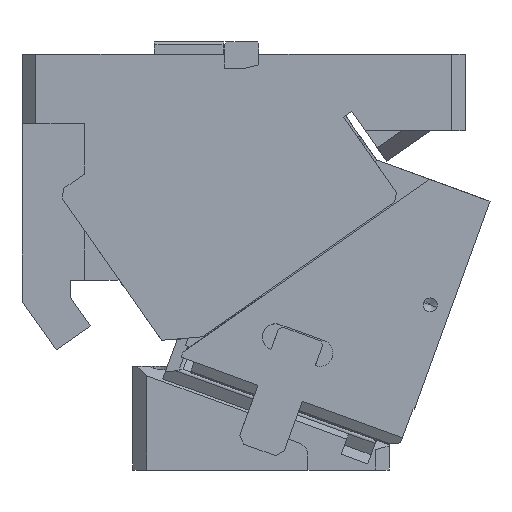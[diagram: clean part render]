
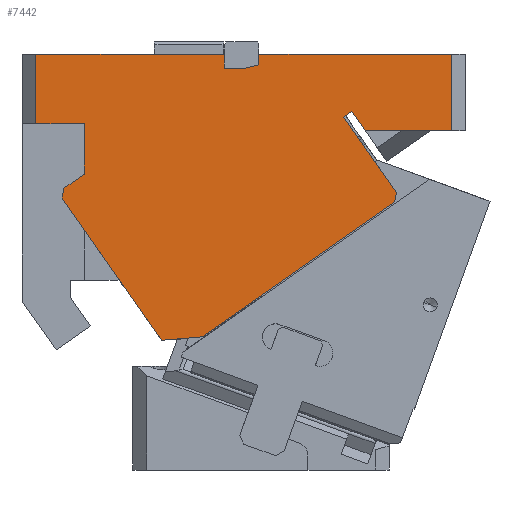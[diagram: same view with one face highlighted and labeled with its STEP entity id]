
A CAD part, front view. The second image highlights one B-rep face of the part: STEP entity #7442.
In plain terms, the highlighted planar face has unit normal (0, -1, 0).
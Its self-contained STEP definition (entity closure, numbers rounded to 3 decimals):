
#524=CARTESIAN_POINT('Vertex',(-310.,-110.,190.)) ;
#527=CARTESIAN_POINT('Line Origine',(-242.,-110.,190.)) ;
#531=CARTESIAN_POINT('Vertex',(-174.,-110.,190.)) ;
#809=CARTESIAN_POINT('Vertex',(-310.,-110.,140.)) ;
#812=CARTESIAN_POINT('Line Origine',(-310.,-110.,165.)) ;
#833=CARTESIAN_POINT('Vertex',(-275.,-110.,140.)) ;
#838=CARTESIAN_POINT('Line Origine',(-292.5,-110.,140.)) ;
#967=CARTESIAN_POINT('Vertex',(-275.,-110.,103.642)) ;
#970=CARTESIAN_POINT('Line Origine',(-275.,-110.,121.821)) ;
#2195=CARTESIAN_POINT('Vertex',(-72.255,-110.,135.)) ;
#2198=CARTESIAN_POINT('Line Origine',(-77.088,-110.,141.903)) ;
#2202=CARTESIAN_POINT('Vertex',(-81.922,-110.,148.805)) ;
#4031=CARTESIAN_POINT('Vertex',(-289.773,-110.,93.298)) ;
#4045=CARTESIAN_POINT('Vertex',(-291.001,-110.,86.334)) ;
#4048=CARTESIAN_POINT('Line Origine',(-290.387,-110.,89.816)) ;
#4071=CARTESIAN_POINT('Vertex',(-10.,-110.,135.)) ;
#4085=CARTESIAN_POINT('Vertex',(-10.,-110.,190.)) ;
#4088=CARTESIAN_POINT('Line Origine',(-10.,-110.,162.5)) ;
#4111=CARTESIAN_POINT('Vertex',(-50.966,-110.,83.5)) ;
#4114=CARTESIAN_POINT('Line Origine',(-120.463,-110.,34.838)) ;
#4118=CARTESIAN_POINT('Vertex',(-189.959,-110.,-13.824)) ;
#5853=CARTESIAN_POINT('Vertex',(-49.738,-110.,90.464)) ;
#5856=CARTESIAN_POINT('Line Origine',(-49.799,-110.,90.116)) ;
#5860=CARTESIAN_POINT('Vertex',(-49.861,-110.,89.768)) ;
#5863=CARTESIAN_POINT('Line Origine',(-50.413,-110.,86.634)) ;
#5886=CARTESIAN_POINT('Vertex',(-87.737,-110.,144.733)) ;
#5889=CARTESIAN_POINT('Line Origine',(-68.738,-110.,117.598)) ;
#5918=CARTESIAN_POINT('Vertex',(-158.53,-110.,180.)) ;
#5921=CARTESIAN_POINT('Line Origine',(-153.765,-110.,181.277)) ;
#5925=CARTESIAN_POINT('Vertex',(-149.,-110.,182.554)) ;
#5945=CARTESIAN_POINT('Line Origine',(-204.522,-110.,-15.098)) ;
#5949=CARTESIAN_POINT('Vertex',(-219.086,-110.,-16.372)) ;
#6746=CARTESIAN_POINT('Vertex',(-174.,-110.,180.)) ;
#6749=CARTESIAN_POINT('Line Origine',(-166.265,-110.,180.)) ;
#6774=CARTESIAN_POINT('Line Origine',(-149.,-110.,186.277)) ;
#6778=CARTESIAN_POINT('Vertex',(-149.,-110.,190.)) ;
#6845=CARTESIAN_POINT('Line Origine',(-84.83,-110.,146.769)) ;
#6998=CARTESIAN_POINT('Line Origine',(-41.127,-110.,135.)) ;
#7042=CARTESIAN_POINT('Line Origine',(-79.5,-110.,190.)) ;
#7205=CARTESIAN_POINT('Line Origine',(-255.043,-110.,34.981)) ;
#7267=CARTESIAN_POINT('Line Origine',(-282.387,-110.,98.47)) ;
#7402=CARTESIAN_POINT('Line Origine',(-174.,-110.,185.)) ;
#7414=CARTESIAN_POINT('Axis2P3D Location',(-94.54,-110.,17.587)) ;
#528=DIRECTION('Vector Direction',(-1.,0.,0.)) ;
#813=DIRECTION('Vector Direction',(0.,0.,-1.)) ;
#839=DIRECTION('Vector Direction',(-1.,0.,0.)) ;
#971=DIRECTION('Vector Direction',(0.,0.,-1.)) ;
#2199=DIRECTION('Vector Direction',(0.574,0.,-0.819)) ;
#4049=DIRECTION('Vector Direction',(-0.174,0.,-0.985)) ;
#4089=DIRECTION('Vector Direction',(0.,0.,1.)) ;
#4115=DIRECTION('Vector Direction',(0.819,0.,0.574)) ;
#5857=DIRECTION('Vector Direction',(-0.174,0.,-0.985)) ;
#5864=DIRECTION('Vector Direction',(0.174,0.,0.985)) ;
#5890=DIRECTION('Vector Direction',(0.574,0.,-0.819)) ;
#5922=DIRECTION('Vector Direction',(0.966,0.,0.259)) ;
#5946=DIRECTION('Vector Direction',(-0.996,0.,-0.087)) ;
#6750=DIRECTION('Vector Direction',(-1.,0.,0.)) ;
#6775=DIRECTION('Vector Direction',(0.,0.,-1.)) ;
#6846=DIRECTION('Vector Direction',(-0.819,0.,-0.574)) ;
#6999=DIRECTION('Vector Direction',(1.,0.,0.)) ;
#7043=DIRECTION('Vector Direction',(-1.,0.,0.)) ;
#7206=DIRECTION('Vector Direction',(-0.574,0.,0.819)) ;
#7268=DIRECTION('Vector Direction',(-0.819,0.,-0.574)) ;
#7403=DIRECTION('Vector Direction',(0.,0.,-1.)) ;
#7415=DIRECTION('Axis2P3D Direction',(0.,1.,0.)) ;
#7416=DIRECTION('Axis2P3D XDirection',(0.819,0.,0.574)) ;
#7417=AXIS2_PLACEMENT_3D('Plane Axis2P3D',#7414,#7415,#7416) ;
#7420=ORIENTED_EDGE('',*,*,#4120,.T.) ;
#7421=ORIENTED_EDGE('',*,*,#5867,.T.) ;
#7422=ORIENTED_EDGE('',*,*,#5862,.F.) ;
#7423=ORIENTED_EDGE('',*,*,#5893,.F.) ;
#7424=ORIENTED_EDGE('',*,*,#6849,.F.) ;
#7425=ORIENTED_EDGE('',*,*,#2204,.T.) ;
#7426=ORIENTED_EDGE('',*,*,#7002,.T.) ;
#7427=ORIENTED_EDGE('',*,*,#4092,.T.) ;
#7428=ORIENTED_EDGE('',*,*,#7046,.T.) ;
#7429=ORIENTED_EDGE('',*,*,#6780,.T.) ;
#7430=ORIENTED_EDGE('',*,*,#5927,.F.) ;
#7431=ORIENTED_EDGE('',*,*,#6753,.T.) ;
#7432=ORIENTED_EDGE('',*,*,#7406,.F.) ;
#7433=ORIENTED_EDGE('',*,*,#533,.T.) ;
#7434=ORIENTED_EDGE('',*,*,#816,.T.) ;
#7435=ORIENTED_EDGE('',*,*,#842,.F.) ;
#7436=ORIENTED_EDGE('',*,*,#974,.T.) ;
#7437=ORIENTED_EDGE('',*,*,#7271,.T.) ;
#7438=ORIENTED_EDGE('',*,*,#4052,.T.) ;
#7439=ORIENTED_EDGE('',*,*,#7209,.F.) ;
#7440=ORIENTED_EDGE('',*,*,#5951,.F.) ;
#529=VECTOR('Line Direction',#528,1.) ;
#814=VECTOR('Line Direction',#813,1.) ;
#840=VECTOR('Line Direction',#839,1.) ;
#972=VECTOR('Line Direction',#971,1.) ;
#2200=VECTOR('Line Direction',#2199,1.) ;
#4050=VECTOR('Line Direction',#4049,1.) ;
#4090=VECTOR('Line Direction',#4089,1.) ;
#4116=VECTOR('Line Direction',#4115,1.) ;
#5858=VECTOR('Line Direction',#5857,1.) ;
#5865=VECTOR('Line Direction',#5864,1.) ;
#5891=VECTOR('Line Direction',#5890,1.) ;
#5923=VECTOR('Line Direction',#5922,1.) ;
#5947=VECTOR('Line Direction',#5946,1.) ;
#6751=VECTOR('Line Direction',#6750,1.) ;
#6776=VECTOR('Line Direction',#6775,1.) ;
#6847=VECTOR('Line Direction',#6846,1.) ;
#7000=VECTOR('Line Direction',#6999,1.) ;
#7044=VECTOR('Line Direction',#7043,1.) ;
#7207=VECTOR('Line Direction',#7206,1.) ;
#7269=VECTOR('Line Direction',#7268,1.) ;
#7404=VECTOR('Line Direction',#7403,1.) ;
#7442=ADVANCED_FACE('CAM HOLDER',(#7441),#7418,.F.) ;
#533=EDGE_CURVE('',#532,#525,#530,.T.) ;
#816=EDGE_CURVE('',#525,#810,#815,.T.) ;
#842=EDGE_CURVE('',#834,#810,#841,.T.) ;
#974=EDGE_CURVE('',#834,#968,#973,.T.) ;
#2204=EDGE_CURVE('',#2203,#2196,#2201,.T.) ;
#4052=EDGE_CURVE('',#4032,#4046,#4051,.T.) ;
#4092=EDGE_CURVE('',#4072,#4086,#4091,.T.) ;
#4120=EDGE_CURVE('',#4119,#4112,#4117,.T.) ;
#5862=EDGE_CURVE('',#5854,#5861,#5859,.T.) ;
#5867=EDGE_CURVE('',#4112,#5861,#5866,.T.) ;
#5893=EDGE_CURVE('',#5887,#5854,#5892,.T.) ;
#5927=EDGE_CURVE('',#5919,#5926,#5924,.T.) ;
#5951=EDGE_CURVE('',#4119,#5950,#5948,.T.) ;
#6753=EDGE_CURVE('',#5919,#6747,#6752,.T.) ;
#6780=EDGE_CURVE('',#6779,#5926,#6777,.T.) ;
#6849=EDGE_CURVE('',#2203,#5887,#6848,.T.) ;
#7002=EDGE_CURVE('',#2196,#4072,#7001,.T.) ;
#7046=EDGE_CURVE('',#4086,#6779,#7045,.T.) ;
#7209=EDGE_CURVE('',#5950,#4046,#7208,.T.) ;
#7271=EDGE_CURVE('',#968,#4032,#7270,.T.) ;
#7406=EDGE_CURVE('',#532,#6747,#7405,.T.) ;
#7419=EDGE_LOOP('',(#7420,#7421,#7422,#7423,#7424,#7425,#7426,#7427,#7428,#7429,#7430,#7431,#7432,#7433,#7434,#7435,#7436,#7437,#7438,#7439,#7440)) ;
#7441=FACE_OUTER_BOUND('',#7419,.T.) ;
#530=LINE('Line',#527,#529) ;
#815=LINE('Line',#812,#814) ;
#841=LINE('Line',#838,#840) ;
#973=LINE('Line',#970,#972) ;
#2201=LINE('Line',#2198,#2200) ;
#4051=LINE('Line',#4048,#4050) ;
#4091=LINE('Line',#4088,#4090) ;
#4117=LINE('Line',#4114,#4116) ;
#5859=LINE('Line',#5856,#5858) ;
#5866=LINE('Line',#5863,#5865) ;
#5892=LINE('Line',#5889,#5891) ;
#5924=LINE('Line',#5921,#5923) ;
#5948=LINE('Line',#5945,#5947) ;
#6752=LINE('Line',#6749,#6751) ;
#6777=LINE('Line',#6774,#6776) ;
#6848=LINE('Line',#6845,#6847) ;
#7001=LINE('Line',#6998,#7000) ;
#7045=LINE('Line',#7042,#7044) ;
#7208=LINE('Line',#7205,#7207) ;
#7270=LINE('Line',#7267,#7269) ;
#7405=LINE('Line',#7402,#7404) ;
#7418=PLANE('Plane',#7417) ;
#525=VERTEX_POINT('',#524) ;
#532=VERTEX_POINT('',#531) ;
#810=VERTEX_POINT('',#809) ;
#834=VERTEX_POINT('',#833) ;
#968=VERTEX_POINT('',#967) ;
#2196=VERTEX_POINT('',#2195) ;
#2203=VERTEX_POINT('',#2202) ;
#4032=VERTEX_POINT('',#4031) ;
#4046=VERTEX_POINT('',#4045) ;
#4072=VERTEX_POINT('',#4071) ;
#4086=VERTEX_POINT('',#4085) ;
#4112=VERTEX_POINT('',#4111) ;
#4119=VERTEX_POINT('',#4118) ;
#5854=VERTEX_POINT('',#5853) ;
#5861=VERTEX_POINT('',#5860) ;
#5887=VERTEX_POINT('',#5886) ;
#5919=VERTEX_POINT('',#5918) ;
#5926=VERTEX_POINT('',#5925) ;
#5950=VERTEX_POINT('',#5949) ;
#6747=VERTEX_POINT('',#6746) ;
#6779=VERTEX_POINT('',#6778) ;
